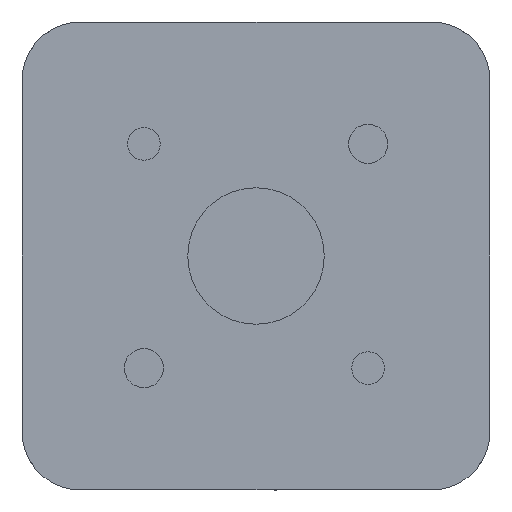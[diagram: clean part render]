
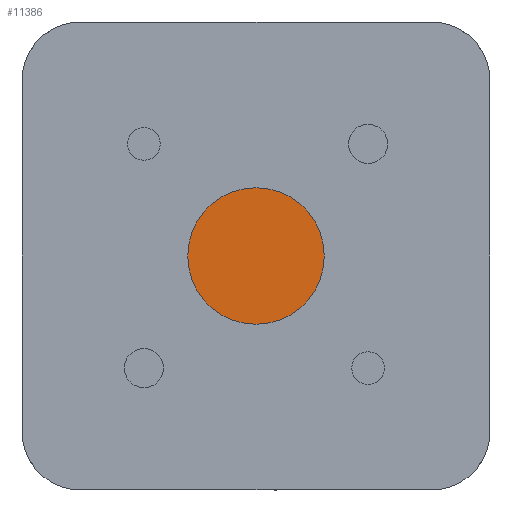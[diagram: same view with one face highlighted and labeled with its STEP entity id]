
A CAD part, left-side view. The second image highlights one B-rep face of the part: STEP entity #11386.
In plain terms, the highlighted face is planar.
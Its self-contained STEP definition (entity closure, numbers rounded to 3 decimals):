
#1994 = CARTESIAN_POINT ( 'NONE',  ( 12., 0., 0. ) ) ;
#1997 = DIRECTION ( 'NONE',  ( -1., 0., 0. ) ) ;
#1998 = DIRECTION ( 'NONE',  ( 0., 0., 1. ) ) ;
#2124 = CARTESIAN_POINT ( 'NONE',  ( 12., 0., 0. ) ) ;
#2130 = DIRECTION ( 'NONE',  ( -1., 0., 0. ) ) ;
#2131 = DIRECTION ( 'NONE',  ( 0., 0., 1. ) ) ;
#2865 = CIRCLE ( 'NONE', #9028, 14. ) ;
#2937 = CIRCLE ( 'NONE', #9058, 14. ) ;
#4132 = CARTESIAN_POINT ( 'NONE',  ( 12., 0., 14. ) ) ;
#4150 = CARTESIAN_POINT ( 'NONE',  ( 12., 0., -14. ) ) ;
#5282 = FACE_OUTER_BOUND ( 'NONE', #7057, .T. ) ;
#6122 = CARTESIAN_POINT ( 'NONE',  ( 12., 6.5, 0. ) ) ;
#6123 = PLANE ( 'NONE',  #9394 ) ;
#6124 = DIRECTION ( 'NONE',  ( -1., 0., 0. ) ) ;
#6125 = DIRECTION ( 'NONE',  ( 0., 0., 1. ) ) ;
#7057 = EDGE_LOOP ( 'NONE', ( #7692, #7697 ) ) ;
#7692 = ORIENTED_EDGE ( 'NONE', *, *, #9630, .F. ) ;
#7697 = ORIENTED_EDGE ( 'NONE', *, *, #9579, .F. ) ;
#9028 = AXIS2_PLACEMENT_3D ( 'NONE', #1994, #1997, #1998 ) ;
#9058 = AXIS2_PLACEMENT_3D ( 'NONE', #2124, #2130, #2131 ) ;
#9394 = AXIS2_PLACEMENT_3D ( 'NONE', #6122, #6124, #6125 ) ;
#9579 = EDGE_CURVE ( 'NONE', #10059, #10041, #2865, .T. ) ;
#9630 = EDGE_CURVE ( 'NONE', #10041, #10059, #2937, .T. ) ;
#10041 = VERTEX_POINT ( 'NONE', #4132 ) ;
#10059 = VERTEX_POINT ( 'NONE', #4150 ) ;
#11386 = ADVANCED_FACE ( 'NONE', ( #5282 ), #6123, .F. ) ;
